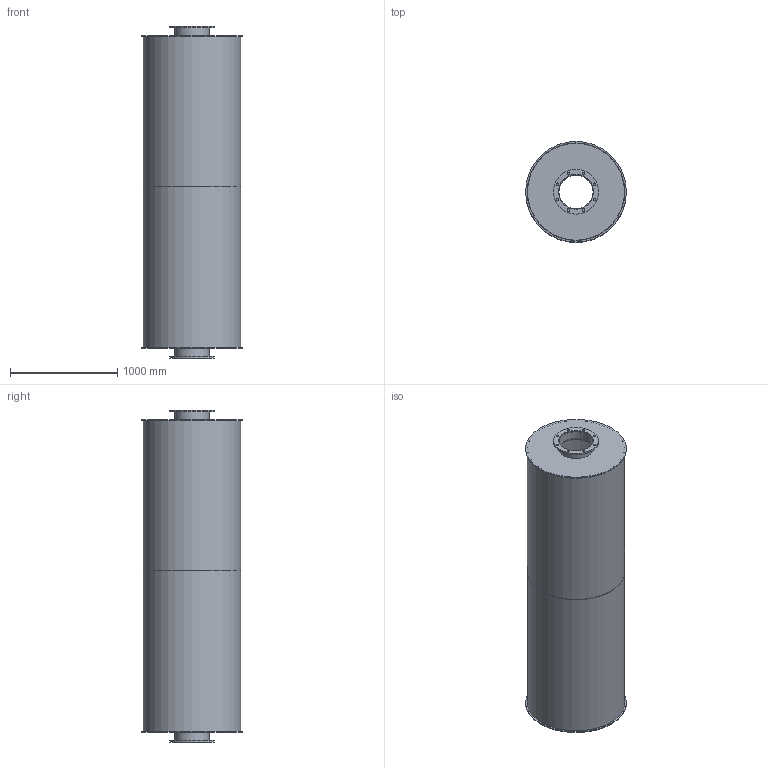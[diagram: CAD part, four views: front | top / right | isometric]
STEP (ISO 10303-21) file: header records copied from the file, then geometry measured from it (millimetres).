
FILE_DESCRIPTION(/* description */ (''),/* implementation_level */ '2;1');
FILE_NAME(/* name */ 'Sdhc 12.stp',/* time_stamp */ '2015-01-21T09:35:52+01:00',/* author */ ('Tekenkamer'),/* organization */ (''),/* preprocessor_version */ 'ST-DEVELOPER v15.6',/* originating_system */ 'Autodesk Inventor 2015',/* authorisation */ '');
FILE_SCHEMA (('AUTOMOTIVE_DESIGN { 1 0 10303 214 3 1 1 }'));
Length unit declared in the file: millimetre
Products named in the file (1): MAAT3D
Bounding box: 940 x 940 x 3100 mm (x, y, z)
Volume: 37033515.2 mm3; surface area: 19792511.2 mm2
Topology: 8 solids, 8 shells, 48 faces, 96 edges, 64 vertices
Faces by surface type: cylinder 32, plane 16
Full cylindrical faces by diameter (mm): 22 x16, 318 x2, 324 x2, 326 x4, 420 x2, 905 x2, 911 x2, 940 x2
Entity records: 1244 total; most frequent: DIRECTION 226, CARTESIAN_POINT 177, EDGE_LOOP 128, ORIENTED_EDGE 128, AXIS2_PLACEMENT_3D 113, FACE_BOUND 80, CIRCLE 64, VERTEX_POINT 64
